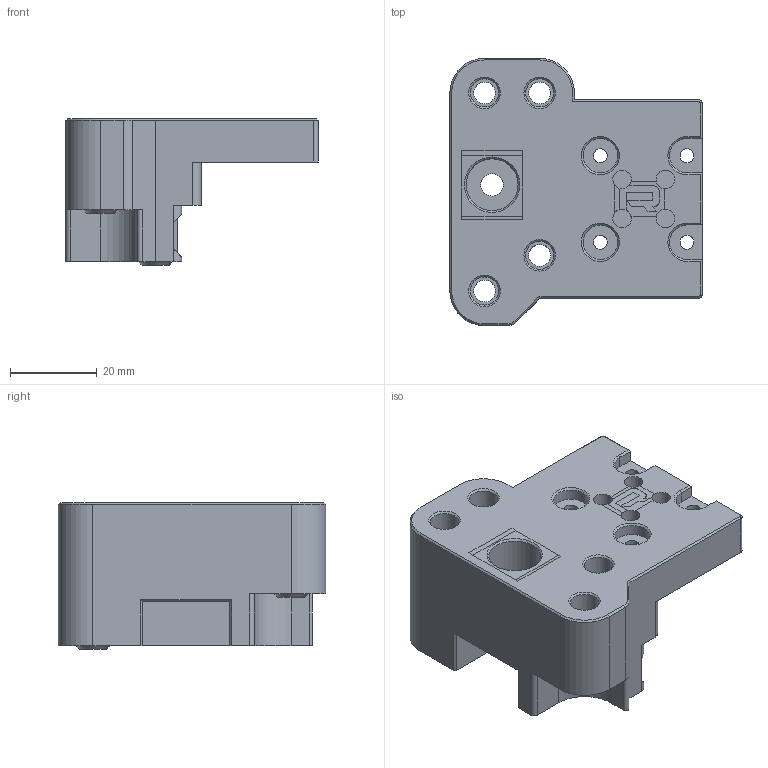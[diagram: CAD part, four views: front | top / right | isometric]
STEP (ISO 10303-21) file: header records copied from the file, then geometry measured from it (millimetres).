
FILE_DESCRIPTION(('FreeCAD Model'),'2;1');
FILE_NAME('Open CASCADE Shape Model','2022-10-14T15:18:25',(''),(''), 'Open CASCADE STEP processor 7.5','FreeCAD','Unknown');
FILE_SCHEMA(('AUTOMOTIVE_DESIGN { 1 0 10303 214 1 1 1 1 }'));
Length unit declared in the file: millimetre
Products named in the file (1): cf-right-top
Bounding box: 58.24 x 61.74 x 33.85 mm (x, y, z)
Volume: 54522.3 mm3; surface area: 15888.8 mm2
Topology: 1 solids, 1 shells, 127 faces, 336 edges, 223 vertices
Faces by surface type: plane 72, cylinder 38, cone 17
Full cylindrical faces by diameter (mm): 3.2 x4, 4.3 x4, 5.05 x4, 5.2 x1, 6.5 x4, 8 x4, 12 x2
Entity records: 4083 total; most frequent: CARTESIAN_POINT 764, DIRECTION 701, ORIENTED_EDGE 672, EDGE_CURVE 336, AXIS2_PLACEMENT_3D 244, VERTEX_POINT 223, LINE 213, VECTOR 213
